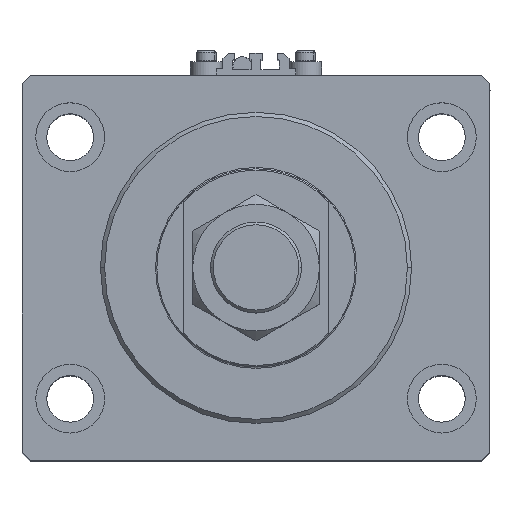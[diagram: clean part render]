
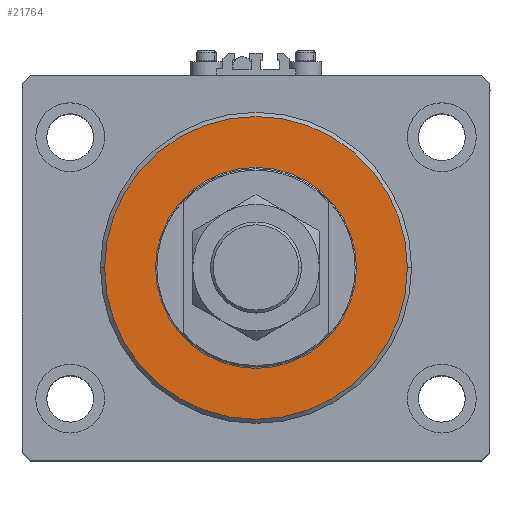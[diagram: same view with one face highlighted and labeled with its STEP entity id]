
A CAD part, top view. The second image highlights one B-rep face of the part: STEP entity #21764.
In plain terms, the highlighted face is planar.
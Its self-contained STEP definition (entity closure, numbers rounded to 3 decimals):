
#3183 = EDGE_LOOP ( 'NONE', ( #7447, #24276 ) ) ;
#4105 = CIRCLE ( 'NONE', #28726, 36.5 ) ;
#4639 = DIRECTION ( 'NONE',  ( 0., 0., 1. ) ) ;
#5610 = AXIS2_PLACEMENT_3D ( 'NONE', #48880, #13872, #29559 ) ;
#5789 = CIRCLE ( 'NONE', #16455, 36.5 ) ;
#5817 = VERTEX_POINT ( 'NONE', #32833 ) ;
#7447 = ORIENTED_EDGE ( 'NONE', *, *, #46242, .T. ) ;
#8026 = CIRCLE ( 'NONE', #16243, 55. ) ;
#12232 = VERTEX_POINT ( 'NONE', #16758 ) ;
#12842 = FACE_OUTER_BOUND ( 'NONE', #17202, .T. ) ;
#13872 = DIRECTION ( 'NONE',  ( 0., 0., -1. ) ) ;
#14633 = AXIS2_PLACEMENT_3D ( 'NONE', #16702, #24399, #35751 ) ;
#16243 = AXIS2_PLACEMENT_3D ( 'NONE', #24114, #36484, #28236 ) ;
#16263 = CARTESIAN_POINT ( 'NONE',  ( 55., 0., 0. ) ) ;
#16455 = AXIS2_PLACEMENT_3D ( 'NONE', #24422, #4639, #39384 ) ;
#16702 = CARTESIAN_POINT ( 'NONE',  ( 0., 0., 0. ) ) ;
#16758 = CARTESIAN_POINT ( 'NONE',  ( -36.5, 0., 0. ) ) ;
#17202 = EDGE_LOOP ( 'NONE', ( #28209, #26489 ) ) ;
#20574 = EDGE_CURVE ( 'NONE', #5817, #23543, #8026, .T. ) ;
#21764 = ADVANCED_FACE ( 'NONE', ( #28773, #12842 ), #36257, .F. ) ;
#23543 = VERTEX_POINT ( 'NONE', #16263 ) ;
#24114 = CARTESIAN_POINT ( 'NONE',  ( 0., 0., 0. ) ) ;
#24276 = ORIENTED_EDGE ( 'NONE', *, *, #50492, .T. ) ;
#24399 = DIRECTION ( 'NONE',  ( 0., 0., 1. ) ) ;
#24422 = CARTESIAN_POINT ( 'NONE',  ( 0., 0., 0. ) ) ;
#26489 = ORIENTED_EDGE ( 'NONE', *, *, #20574, .T. ) ;
#28209 = ORIENTED_EDGE ( 'NONE', *, *, #42682, .T. ) ;
#28236 = DIRECTION ( 'NONE',  ( 1., 0., 0. ) ) ;
#28726 = AXIS2_PLACEMENT_3D ( 'NONE', #49095, #29522, #33149 ) ;
#28773 = FACE_BOUND ( 'NONE', #3183, .T. ) ;
#29522 = DIRECTION ( 'NONE',  ( 0., 0., 1. ) ) ;
#29559 = DIRECTION ( 'NONE',  ( 1., 0., 0. ) ) ;
#32833 = CARTESIAN_POINT ( 'NONE',  ( -55., 0., 0. ) ) ;
#33149 = DIRECTION ( 'NONE',  ( 1., 0., 0. ) ) ;
#35103 = VERTEX_POINT ( 'NONE', #41549 ) ;
#35751 = DIRECTION ( 'NONE',  ( 1., 0., 0. ) ) ;
#36257 = PLANE ( 'NONE',  #14633 ) ;
#36484 = DIRECTION ( 'NONE',  ( 0., 0., -1. ) ) ;
#39384 = DIRECTION ( 'NONE',  ( 1., 0., 0. ) ) ;
#41549 = CARTESIAN_POINT ( 'NONE',  ( 36.5, 0., 0. ) ) ;
#42682 = EDGE_CURVE ( 'NONE', #23543, #5817, #50000, .T. ) ;
#46242 = EDGE_CURVE ( 'NONE', #35103, #12232, #4105, .T. ) ;
#48880 = CARTESIAN_POINT ( 'NONE',  ( 0., 0., 0. ) ) ;
#49095 = CARTESIAN_POINT ( 'NONE',  ( 0., 0., 0. ) ) ;
#50000 = CIRCLE ( 'NONE', #5610, 55. ) ;
#50492 = EDGE_CURVE ( 'NONE', #12232, #35103, #5789, .T. ) ;
